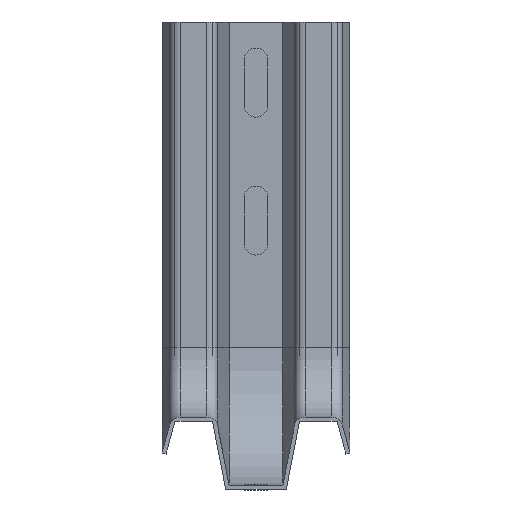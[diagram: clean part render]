
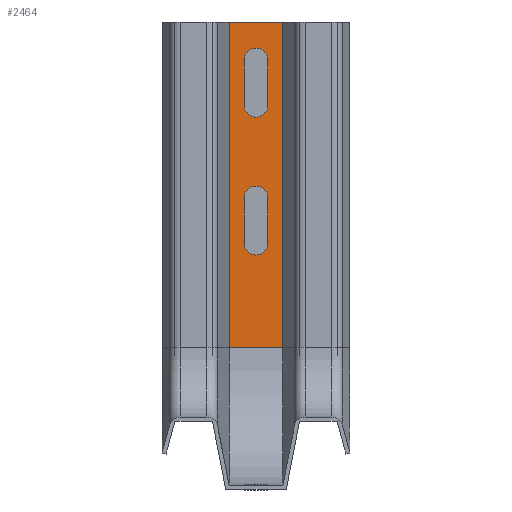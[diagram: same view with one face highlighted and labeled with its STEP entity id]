
A CAD part, front view. The second image highlights one B-rep face of the part: STEP entity #2464.
In plain terms, the highlighted planar face has unit normal (0, -1, 0).
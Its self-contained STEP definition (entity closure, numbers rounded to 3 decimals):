
#164=FACE_OUTER_BOUND('',#287,.T.);
#287=EDGE_LOOP('',(#2156,#2157,#2158,#2159));
#414=LINE('',#3496,#703);
#659=LINE('',#4057,#948);
#661=LINE('',#4061,#950);
#662=LINE('',#4062,#951);
#703=VECTOR('',#2795,1.);
#948=VECTOR('',#3294,1.);
#950=VECTOR('',#3298,1.);
#951=VECTOR('',#3299,1.);
#1003=VERTEX_POINT('',#3493);
#1004=VERTEX_POINT('',#3495);
#1193=VERTEX_POINT('',#4056);
#1194=VERTEX_POINT('',#4060);
#1255=EDGE_CURVE('',#1003,#1004,#414,.T.);
#1542=EDGE_CURVE('',#1193,#1004,#659,.T.);
#1544=EDGE_CURVE('',#1194,#1193,#661,.T.);
#1545=EDGE_CURVE('',#1194,#1003,#662,.T.);
#2156=ORIENTED_EDGE('',*,*,#1544,.T.);
#2157=ORIENTED_EDGE('',*,*,#1542,.T.);
#2158=ORIENTED_EDGE('',*,*,#1255,.F.);
#2159=ORIENTED_EDGE('',*,*,#1545,.F.);
#2354=PLANE('',#2667);
#2464=ADVANCED_FACE('',(#164),#2354,.T.);
#2667=AXIS2_PLACEMENT_3D('',#4059,#3296,#3297);
#2795=DIRECTION('',(1.,0.,0.));
#3294=DIRECTION('',(0.,0.,1.));
#3296=DIRECTION('center_axis',(0.,-1.,0.));
#3297=DIRECTION('ref_axis',(1.,0.,0.));
#3298=DIRECTION('',(1.,0.,0.));
#3299=DIRECTION('',(0.,0.,1.));
#3493=CARTESIAN_POINT('',(129.676,200.249,84.85));
#3495=CARTESIAN_POINT('',(149.149,200.249,84.85));
#3496=CARTESIAN_POINT('',(129.676,200.249,84.85));
#4056=CARTESIAN_POINT('',(149.149,200.249,-33.15));
#4057=CARTESIAN_POINT('',(149.149,200.249,-33.15));
#4059=CARTESIAN_POINT('Origin',(129.676,200.249,-33.15));
#4060=CARTESIAN_POINT('',(129.676,200.249,-33.15));
#4061=CARTESIAN_POINT('',(129.676,200.249,-33.15));
#4062=CARTESIAN_POINT('',(129.676,200.249,-33.15));
